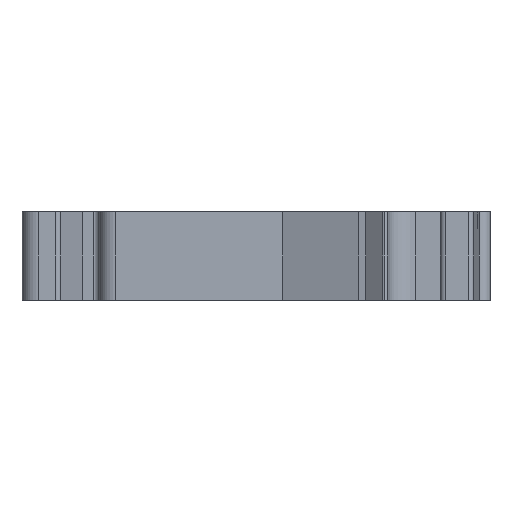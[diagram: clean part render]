
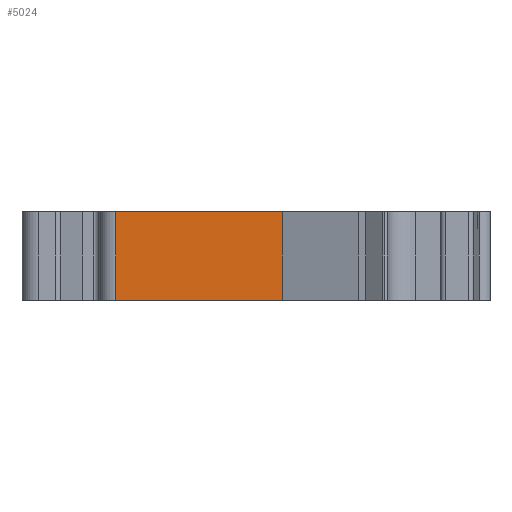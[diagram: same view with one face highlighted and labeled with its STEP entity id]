
A CAD part, front view. The second image highlights one B-rep face of the part: STEP entity #5024.
In plain terms, the highlighted planar face has unit normal (0, -1, 0).
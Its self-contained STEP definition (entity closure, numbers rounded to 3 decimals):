
#418=DIRECTION('',(-1.,0.,0.));
#419=VECTOR('',#418,15.196);
#420=CARTESIAN_POINT('',(1.296,-1.,0.));
#421=LINE('',#420,#419);
#1124=DIRECTION('',(1.,0.,0.));
#1125=VECTOR('',#1124,15.196);
#1126=CARTESIAN_POINT('',(-13.9,-1.,-8.));
#1127=LINE('',#1126,#1125);
#2130=DIRECTION('',(0.,0.,-1.));
#2131=VECTOR('',#2130,8.);
#2132=CARTESIAN_POINT('',(-13.9,-1.,0.));
#2133=LINE('',#2132,#2131);
#2137=DIRECTION('',(0.,0.,-1.));
#2138=VECTOR('',#2137,8.);
#2139=CARTESIAN_POINT('',(1.296,-1.,0.));
#2140=LINE('',#2139,#2138);
#2787=CARTESIAN_POINT('',(1.296,-1.,0.));
#2788=VERTEX_POINT('',#2787);
#2789=CARTESIAN_POINT('',(-13.9,-1.,0.));
#2790=VERTEX_POINT('',#2789);
#3005=CARTESIAN_POINT('',(-13.9,-1.,-8.));
#3006=VERTEX_POINT('',#3005);
#3007=CARTESIAN_POINT('',(1.296,-1.,-8.));
#3008=VERTEX_POINT('',#3007);
#5012=CARTESIAN_POINT('',(1.6,-1.,-5.));
#5013=DIRECTION('',(0.,-1.,0.));
#5014=DIRECTION('',(1.,0.,0.));
#5015=AXIS2_PLACEMENT_3D('',#5012,#5013,#5014);
#5016=PLANE('',#5015);
#5018=ORIENTED_EDGE('',*,*,#5017,.T.);
#5019=ORIENTED_EDGE('',*,*,#3585,.F.);
#5020=ORIENTED_EDGE('',*,*,#4999,.F.);
#5021=ORIENTED_EDGE('',*,*,#3301,.F.);
#5022=EDGE_LOOP('',(#5018,#5019,#5020,#5021));
#5023=FACE_OUTER_BOUND('',#5022,.F.);
#3301=EDGE_CURVE('',#2788,#2790,#421,.T.);
#3585=EDGE_CURVE('',#3006,#3008,#1127,.T.);
#4999=EDGE_CURVE('',#2790,#3006,#2133,.T.);
#5017=EDGE_CURVE('',#2788,#3008,#2140,.T.);
#5024=ADVANCED_FACE('',(#5023),#5016,.T.);
